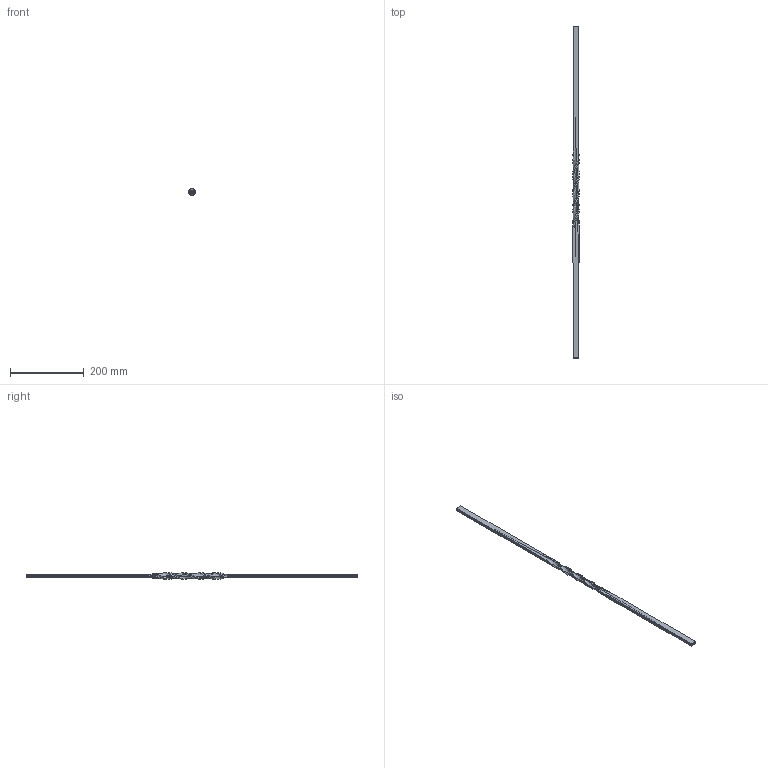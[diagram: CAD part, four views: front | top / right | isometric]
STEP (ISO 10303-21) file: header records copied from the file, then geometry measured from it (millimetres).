
FILE_DESCRIPTION (( 'STEP AP203' ), '1' );
FILE_NAME ('1108.STEP', '2020-08-27T07:35:27', ( '' ), ( '' ), 'SwSTEP 2.0', 'SolidWorks 2018', '' );
FILE_SCHEMA (( 'CONFIG_CONTROL_DESIGN' ));
Length unit declared in the file: millimetre
Products named in the file (1): 1108
Bounding box: 17.84 x 900 x 17.96 mm (x, y, z)
Volume: 116719.9 mm3; surface area: 45311.8 mm2
Topology: 1 solids, 1 shells, 170 faces, 450 edges, 300 vertices
Faces by surface type: plane 86, bspline 84
Entity records: 13287 total; most frequent: CARTESIAN_POINT 9545, ORIENTED_EDGE 900, DIRECTION 466, EDGE_CURVE 450, VERTEX_POINT 300, VECTOR 292, LINE 292, EDGE_LOOP 188
